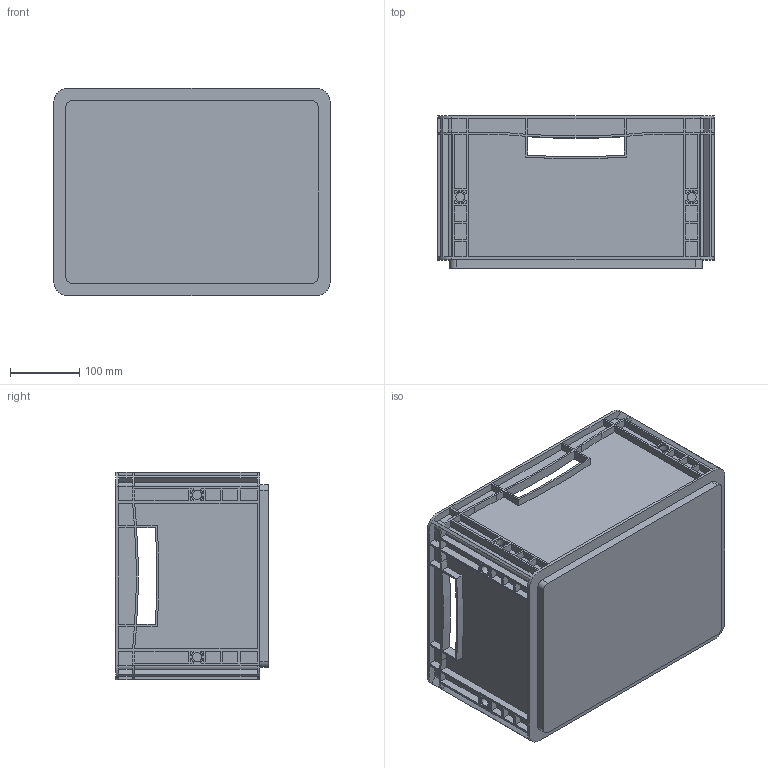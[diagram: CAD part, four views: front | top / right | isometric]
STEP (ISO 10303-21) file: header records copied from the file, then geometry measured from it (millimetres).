
FILE_DESCRIPTION (( 'STEP AP214' ), '1' );
FILE_NAME ('40 x 30 x 22 - EG 43-22 HO (All opened) [similar].STEP', '2022-04-18T16:49:46', ( '' ), ( '' ), 'SwSTEP 2.0', 'SolidWorks 2021', '' );
FILE_SCHEMA (( 'AUTOMOTIVE_DESIGN' ));
Length unit declared in the file: millimetre
Products named in the file (1): 40 x 30 x 22 - EG 43-22 HO (All opened) [similar]
Bounding box: 399 x 220 x 299 mm (x, y, z)
Volume: 1815130.7 mm3; surface area: 945545.3 mm2
Topology: 1 solids, 1 shells, 681 faces, 1764 edges, 1176 vertices
Faces by surface type: plane 481, cylinder 200
Entity records: 20820 total; most frequent: CARTESIAN_POINT 3622, DIRECTION 3560, ORIENTED_EDGE 3528, EDGE_CURVE 1764, VECTOR 1332, LINE 1332, VERTEX_POINT 1176, AXIS2_PLACEMENT_3D 1114
